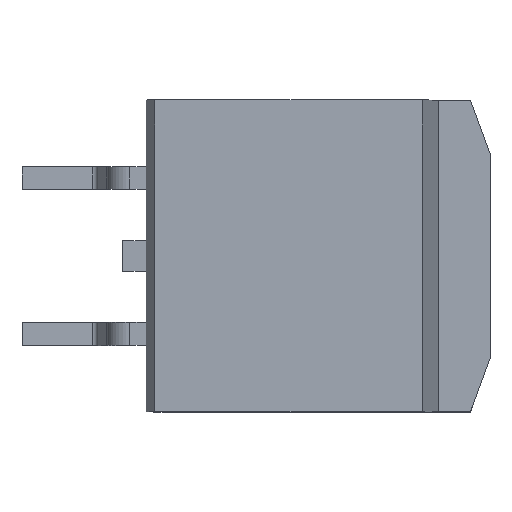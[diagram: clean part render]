
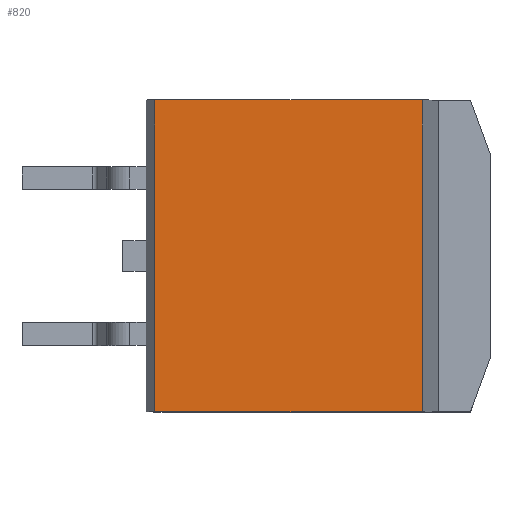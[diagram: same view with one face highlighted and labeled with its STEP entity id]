
A CAD part, top view. The second image highlights one B-rep face of the part: STEP entity #820.
In plain terms, the highlighted planar face has unit normal (0, 0, 1).
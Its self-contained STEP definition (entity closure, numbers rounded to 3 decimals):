
#617=CARTESIAN_POINT('',(-3.305,-5.08,4.6));
#618=VERTEX_POINT('',#617);
#625=CARTESIAN_POINT('',(-3.305,5.08,4.6));
#626=VERTEX_POINT('',#625);
#627=CARTESIAN_POINT('',(-3.305,5.08,4.6));
#628=DIRECTION('',(0.0,-1.0,0.0));
#629=VECTOR('',#628,10.16);
#630=LINE('',#627,#629);
#631=EDGE_CURVE('',#626,#618,#630,.T.);
#679=CARTESIAN_POINT('',(5.422,5.08,4.6));
#680=VERTEX_POINT('',#679);
#681=CARTESIAN_POINT('',(-3.305,5.08,4.6));
#682=DIRECTION('',(1.0,0.0,0.0));
#683=VECTOR('',#682,8.728);
#684=LINE('',#681,#683);
#685=EDGE_CURVE('',#626,#680,#684,.T.);
#701=CARTESIAN_POINT('',(5.422,-5.08,4.6));
#702=VERTEX_POINT('',#701);
#718=CARTESIAN_POINT('',(5.422,-5.08,4.6));
#719=DIRECTION('',(0.0,1.0,0.0));
#720=VECTOR('',#719,10.16);
#721=LINE('',#718,#720);
#722=EDGE_CURVE('',#680,#702,#721,.F.);
#740=CARTESIAN_POINT('',(-3.305,-5.08,4.6));
#741=DIRECTION('',(1.0,0.0,0.0));
#742=VECTOR('',#741,8.728);
#743=LINE('',#740,#742);
#744=EDGE_CURVE('',#618,#702,#743,.T.);
#809=CARTESIAN_POINT('',(-3.296,5.335,4.6));
#810=DIRECTION('',(0.0,0.0,1.0));
#811=DIRECTION('',(1.0,0.0,0.0));
#812=AXIS2_PLACEMENT_3D('',#809,#810,#811);
#813=PLANE('',#812);
#814=ORIENTED_EDGE('',*,*,#744,.T.);
#815=ORIENTED_EDGE('',*,*,#722,.F.);
#816=ORIENTED_EDGE('',*,*,#685,.F.);
#817=ORIENTED_EDGE('',*,*,#631,.T.);
#818=EDGE_LOOP('',(#814,#815,#816,#817));
#819=FACE_OUTER_BOUND('',#818,.T.);
#820=ADVANCED_FACE('',(#819),#813,.T.);
